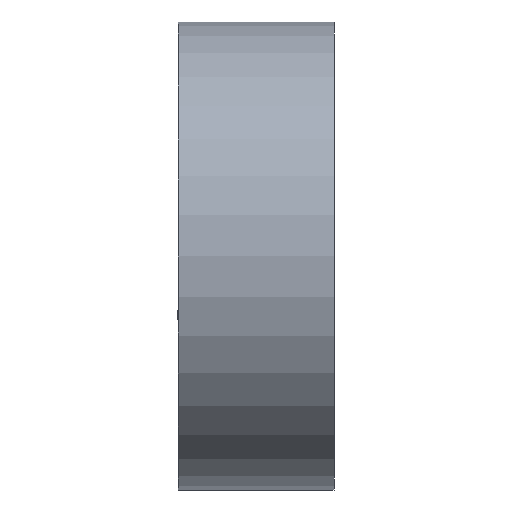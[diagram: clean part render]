
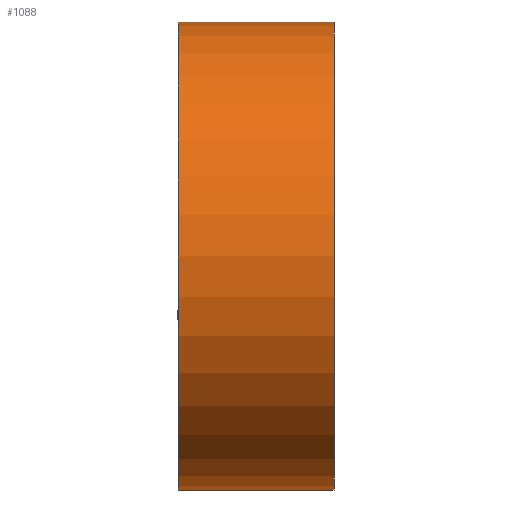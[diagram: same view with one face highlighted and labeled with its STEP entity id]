
A CAD part, left-side view. The second image highlights one B-rep face of the part: STEP entity #1088.
In plain terms, the highlighted cylindrical face has radius 38.1 mm (diameter 76.2 mm), a partial arc.
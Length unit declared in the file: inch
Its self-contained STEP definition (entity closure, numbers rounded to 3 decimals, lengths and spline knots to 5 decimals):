
#72 = DIRECTION ( 'NONE',  ( 0., 0., -1. ) ) ;
#339 = ORIENTED_EDGE ( 'NONE', *, *, #998, .T. ) ;
#393 = CARTESIAN_POINT ( 'NONE',  ( 0., -0.5, -1.5 ) ) ;
#464 = CARTESIAN_POINT ( 'NONE',  ( 0., 0.5, 1.5 ) ) ;
#619 = CIRCLE ( 'NONE', #4657, 1.5 ) ;
#772 = AXIS2_PLACEMENT_3D ( 'NONE', #3104, #1110, #1140 ) ;
#808 = CARTESIAN_POINT ( 'NONE',  ( 0., -0.5, 0. ) ) ;
#820 = VERTEX_POINT ( 'NONE', #1853 ) ;
#998 = EDGE_CURVE ( 'NONE', #820, #3124, #2958, .T. ) ;
#1003 = CARTESIAN_POINT ( 'NONE',  ( 0., 0.5, 1.5 ) ) ;
#1046 = VECTOR ( 'NONE', #3285, 39.37008 ) ;
#1088 = ADVANCED_FACE ( 'NONE', ( #2576 ), #2120, .T. ) ;
#1110 = DIRECTION ( 'NONE',  ( 0., -1., 0. ) ) ;
#1140 = DIRECTION ( 'NONE',  ( 0., 0., -1. ) ) ;
#1171 = VERTEX_POINT ( 'NONE', #3490 ) ;
#1684 = EDGE_CURVE ( 'NONE', #3124, #1171, #619, .T. ) ;
#1853 = CARTESIAN_POINT ( 'NONE',  ( 0., 0.5, -1.5 ) ) ;
#2026 = DIRECTION ( 'NONE',  ( 0., 0., -1. ) ) ;
#2120 = CYLINDRICAL_SURFACE ( 'NONE', #3746, 1.5 ) ;
#2301 = EDGE_LOOP ( 'NONE', ( #5276, #2598, #339, #4506 ) ) ;
#2395 = EDGE_CURVE ( 'NONE', #3214, #1171, #2397, .T. ) ;
#2397 = LINE ( 'NONE', #464, #1046 ) ;
#2576 = FACE_OUTER_BOUND ( 'NONE', #2301, .T. ) ;
#2598 = ORIENTED_EDGE ( 'NONE', *, *, #3411, .T. ) ;
#2958 = LINE ( 'NONE', #3836, #4685 ) ;
#3104 = CARTESIAN_POINT ( 'NONE',  ( 0., 0.5, 0. ) ) ;
#3124 = VERTEX_POINT ( 'NONE', #393 ) ;
#3214 = VERTEX_POINT ( 'NONE', #1003 ) ;
#3285 = DIRECTION ( 'NONE',  ( 0., -1., 0. ) ) ;
#3354 = CIRCLE ( 'NONE', #772, 1.5 ) ;
#3411 = EDGE_CURVE ( 'NONE', #3214, #820, #3354, .T. ) ;
#3490 = CARTESIAN_POINT ( 'NONE',  ( 0., -0.5, 1.5 ) ) ;
#3746 = AXIS2_PLACEMENT_3D ( 'NONE', #4621, #3762, #72 ) ;
#3762 = DIRECTION ( 'NONE',  ( 0., -1., 0. ) ) ;
#3836 = CARTESIAN_POINT ( 'NONE',  ( 0., 0.5, -1.5 ) ) ;
#4160 = DIRECTION ( 'NONE',  ( 0., -1., 0. ) ) ;
#4506 = ORIENTED_EDGE ( 'NONE', *, *, #1684, .T. ) ;
#4621 = CARTESIAN_POINT ( 'NONE',  ( 0., 0.5, 0. ) ) ;
#4657 = AXIS2_PLACEMENT_3D ( 'NONE', #808, #5310, #2026 ) ;
#4685 = VECTOR ( 'NONE', #4160, 39.37008 ) ;
#5276 = ORIENTED_EDGE ( 'NONE', *, *, #2395, .F. ) ;
#5310 = DIRECTION ( 'NONE',  ( 0., 1., 0. ) ) ;
